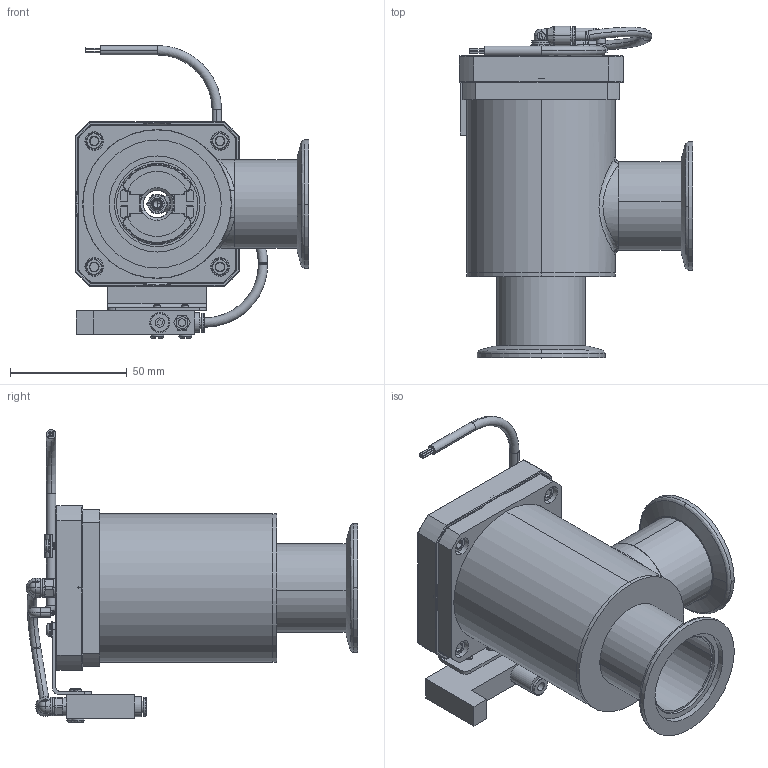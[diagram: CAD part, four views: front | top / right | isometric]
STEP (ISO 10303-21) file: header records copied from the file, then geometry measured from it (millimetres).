
FILE_DESCRIPTION (( 'STEP AP203' ), '1' );
FILE_NAME ('NAP-S04122.STEP', '2023-02-08T17:43:25', ( '' ), ( '' ), 'SwSTEP 2.0', 'SolidWorks 2020', '' );
FILE_SCHEMA (( 'CONFIG_CONTROL_DESIGN' ));
Length unit declared in the file: inch
Products named in the file (1): NAP-S04122
Bounding box: 100.18 x 142.1 x 125.47 mm (x, y, z)
Volume: 128007.9 mm3; surface area: 126395.1 mm2
Topology: 48 solids, 48 shells, 2965 faces, 7888 edges, 5106 vertices
Faces by surface type: plane 1070, cylinder 955, cone 594, bspline 215, torus 125, sphere 6
Entity records: 121227 total; most frequent: CARTESIAN_POINT 51206, ORIENTED_EDGE 15768, DIRECTION 13570, EDGE_CURVE 7884, VERTEX_POINT 5106, AXIS2_PLACEMENT_3D 5077, VECTOR 3416, LINE 3416
